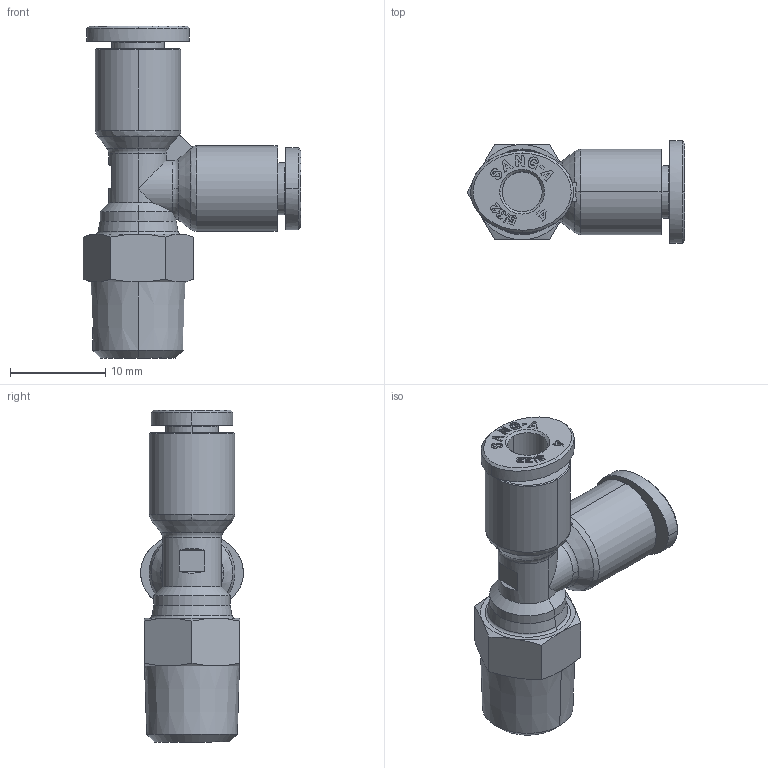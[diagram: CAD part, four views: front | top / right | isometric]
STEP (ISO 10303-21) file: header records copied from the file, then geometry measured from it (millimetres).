
FILE_DESCRIPTION (( 'STEP AP214' ), '1' );
FILE_NAME ('PT04-G01.stp', '2015-10-15T09:10:51', ( '' ), ( '' ), 'SwSTEP 2.0', 'SolidWorks 2015', '' );
FILE_SCHEMA (( 'AUTOMOTIVE_DESIGN' ));
Length unit declared in the file: millimetre
Products named in the file (2): PT04-G01; ｦ+ﾃｦ1
Assembly tree (1 placements, depth 2):
  PT04-G01
    ｦ+ﾃｦ1
Bounding box: 22.87 x 10.8 x 34.9 mm (x, y, z)
Volume: 2315.8 mm3; surface area: 2283.6 mm2
Topology: 1 solids, 1 shells, 827 faces, 2324 edges, 1535 vertices
Faces by surface type: plane 675, bspline 64, cone 43, cylinder 37, torus 8
Entity records: 28737 total; most frequent: CARTESIAN_POINT 7085, ORIENTED_EDGE 4644, DIRECTION 3798, EDGE_CURVE 2322, LINE 1982, VECTOR 1982, VERTEX_POINT 1535, AXIS2_PLACEMENT_3D 908
